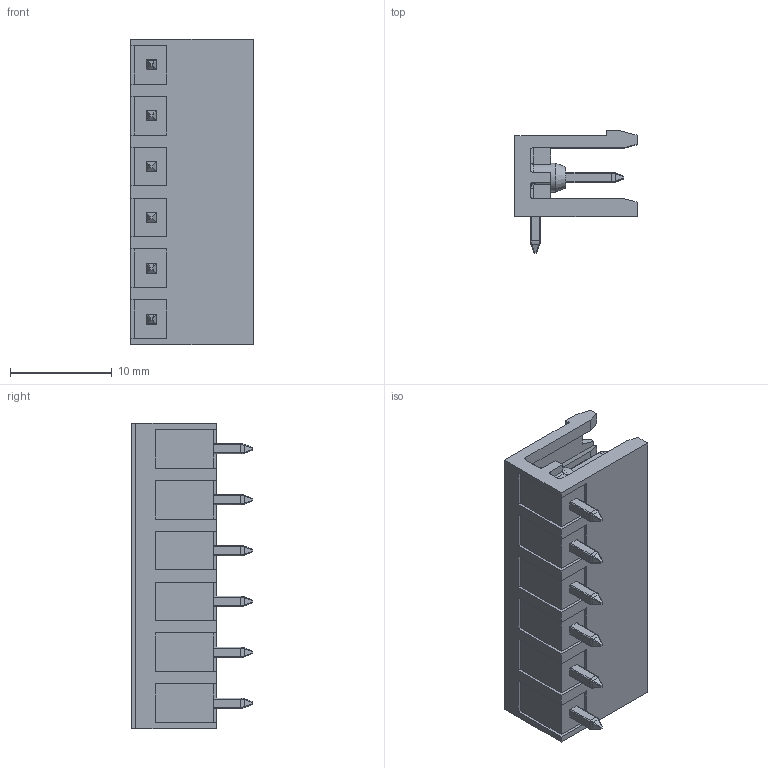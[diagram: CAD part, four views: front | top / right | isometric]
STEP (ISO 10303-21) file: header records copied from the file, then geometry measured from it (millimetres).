
FILE_DESCRIPTION((''),'2;1');
FILE_NAME('11657.1_STL950_6_50_H.stp','2012-04-25T08:24:17',('svogel'),(''),'Autodesk Inventor 2011','Autodesk Inventor 2011','');
FILE_SCHEMA(('AUTOMOTIVE_DESIGN { 1 0 10303 214 1 1 1 1 }'));
Length unit declared in the file: millimetre
Products named in the file (1): STL950_6G_50_H
Bounding box: 12 x 11.97 x 30 mm (x, y, z)
Volume: 1222.5 mm3; surface area: 2449.5 mm2
Topology: 1 solids, 1 shells, 695 faces, 1821 edges, 1140 vertices
Faces by surface type: plane 295, cylinder 196, bspline 168, cone 24, torus 12
Full cylindrical faces by diameter (mm): 2.8 x6
Entity records: 46765 total; most frequent: CARTESIAN_POINT 31209, ORIENTED_EDGE 3606, DIRECTION 2597, EDGE_CURVE 1803, VERTEX_POINT 1134, VECTOR 913, LINE 913, AXIS2_PLACEMENT_3D 842
